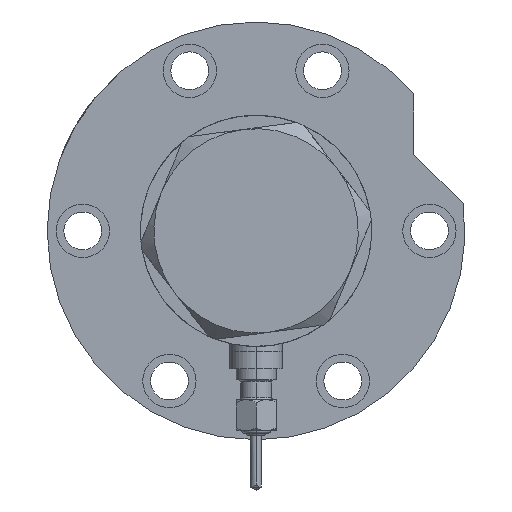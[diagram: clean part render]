
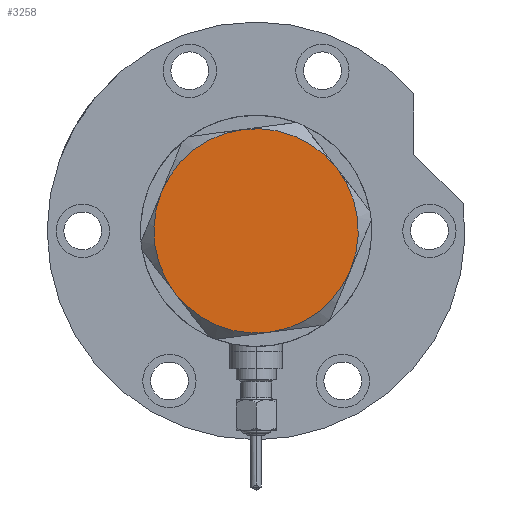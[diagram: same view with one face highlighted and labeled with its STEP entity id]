
A CAD part, left-side view. The second image highlights one B-rep face of the part: STEP entity #3258.
In plain terms, the highlighted face is planar.
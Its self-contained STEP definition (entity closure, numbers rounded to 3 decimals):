
#109 = EDGE_CURVE ( 'NONE', #8812, #5612, #3724, .T. ) ;
#162 = EDGE_LOOP ( 'NONE', ( #8007, #2293, #8875, #542, #3453, #5258 ) ) ;
#264 = CARTESIAN_POINT ( 'NONE',  ( 11.5, -19.919, 9. ) ) ;
#276 = CIRCLE ( 'NONE', #3414, 23. ) ;
#496 = EDGE_CURVE ( 'NONE', #5834, #819, #276, .T. ) ;
#542 = ORIENTED_EDGE ( 'NONE', *, *, #109, .T. ) ;
#762 = CARTESIAN_POINT ( 'NONE',  ( 23., 0., 9. ) ) ;
#819 = VERTEX_POINT ( 'NONE', #762 ) ;
#958 = CARTESIAN_POINT ( 'NONE',  ( 0., 0., 9. ) ) ;
#1105 = DIRECTION ( 'NONE',  ( 1., 0., 0. ) ) ;
#1222 = AXIS2_PLACEMENT_3D ( 'NONE', #4394, #5536, #4053 ) ;
#1350 = EDGE_CURVE ( 'NONE', #5027, #8812, #1950, .T. ) ;
#1519 = AXIS2_PLACEMENT_3D ( 'NONE', #1887, #4818, #5504 ) ;
#1887 = CARTESIAN_POINT ( 'NONE',  ( 0., 0., 9. ) ) ;
#1950 = CIRCLE ( 'NONE', #6858, 23. ) ;
#2087 = DIRECTION ( 'NONE',  ( 0., 0., 1. ) ) ;
#2293 = ORIENTED_EDGE ( 'NONE', *, *, #5451, .T. ) ;
#2756 = EDGE_CURVE ( 'NONE', #8824, #5834, #8980, .T. ) ;
#3124 = AXIS2_PLACEMENT_3D ( 'NONE', #3297, #9021, #5495 ) ;
#3258 = ADVANCED_FACE ( 'NONE', ( #6813 ), #6159, .T. ) ;
#3297 = CARTESIAN_POINT ( 'NONE',  ( 0., 0., 9. ) ) ;
#3414 = AXIS2_PLACEMENT_3D ( 'NONE', #958, #5946, #4643 ) ;
#3434 = CARTESIAN_POINT ( 'NONE',  ( -23., 0., 9. ) ) ;
#3453 = ORIENTED_EDGE ( 'NONE', *, *, #4107, .T. ) ;
#3724 = CIRCLE ( 'NONE', #5793, 23. ) ;
#3950 = CARTESIAN_POINT ( 'NONE',  ( 11.5, 19.919, 9. ) ) ;
#4006 = CARTESIAN_POINT ( 'NONE',  ( 0., 0., 9. ) ) ;
#4053 = DIRECTION ( 'NONE',  ( 1., 0., 0. ) ) ;
#4107 = EDGE_CURVE ( 'NONE', #5612, #8824, #4203, .T. ) ;
#4203 = CIRCLE ( 'NONE', #1222, 23. ) ;
#4394 = CARTESIAN_POINT ( 'NONE',  ( 0., 0., 9. ) ) ;
#4643 = DIRECTION ( 'NONE',  ( 1., 0., 0. ) ) ;
#4675 = CARTESIAN_POINT ( 'NONE',  ( -11.5, -19.919, 9. ) ) ;
#4818 = DIRECTION ( 'NONE',  ( 0., 0., 1. ) ) ;
#5027 = VERTEX_POINT ( 'NONE', #3950 ) ;
#5258 = ORIENTED_EDGE ( 'NONE', *, *, #2756, .T. ) ;
#5373 = CARTESIAN_POINT ( 'NONE',  ( -11.5, 19.919, 9. ) ) ;
#5441 = CARTESIAN_POINT ( 'NONE',  ( 0., 0., 9. ) ) ;
#5451 = EDGE_CURVE ( 'NONE', #819, #5027, #7493, .T. ) ;
#5480 = CARTESIAN_POINT ( 'NONE',  ( 0., 0., 9. ) ) ;
#5495 = DIRECTION ( 'NONE',  ( 1., 0., 0. ) ) ;
#5504 = DIRECTION ( 'NONE',  ( 1., 0., 0. ) ) ;
#5536 = DIRECTION ( 'NONE',  ( 0., 0., 1. ) ) ;
#5612 = VERTEX_POINT ( 'NONE', #3434 ) ;
#5793 = AXIS2_PLACEMENT_3D ( 'NONE', #4006, #7504, #6709 ) ;
#5834 = VERTEX_POINT ( 'NONE', #264 ) ;
#5946 = DIRECTION ( 'NONE',  ( 0., 0., 1. ) ) ;
#6159 = PLANE ( 'NONE',  #3124 ) ;
#6709 = DIRECTION ( 'NONE',  ( 1., 0., 0. ) ) ;
#6805 = DIRECTION ( 'NONE',  ( 0., 0., 1. ) ) ;
#6813 = FACE_OUTER_BOUND ( 'NONE', #162, .T. ) ;
#6858 = AXIS2_PLACEMENT_3D ( 'NONE', #5480, #2087, #7669 ) ;
#7493 = CIRCLE ( 'NONE', #8708, 23. ) ;
#7504 = DIRECTION ( 'NONE',  ( 0., 0., 1. ) ) ;
#7669 = DIRECTION ( 'NONE',  ( 1., 0., 0. ) ) ;
#8007 = ORIENTED_EDGE ( 'NONE', *, *, #496, .T. ) ;
#8708 = AXIS2_PLACEMENT_3D ( 'NONE', #5441, #6805, #1105 ) ;
#8812 = VERTEX_POINT ( 'NONE', #5373 ) ;
#8824 = VERTEX_POINT ( 'NONE', #4675 ) ;
#8875 = ORIENTED_EDGE ( 'NONE', *, *, #1350, .T. ) ;
#8980 = CIRCLE ( 'NONE', #1519, 23. ) ;
#9021 = DIRECTION ( 'NONE',  ( 0., 0., 1. ) ) ;
